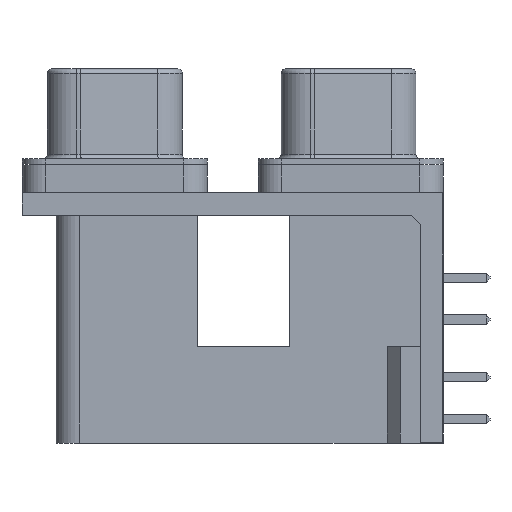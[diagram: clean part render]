
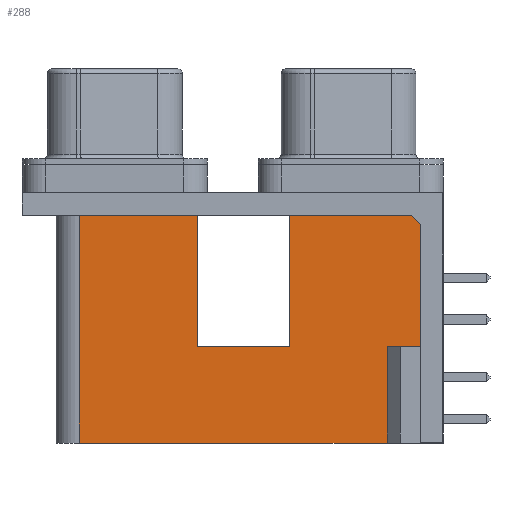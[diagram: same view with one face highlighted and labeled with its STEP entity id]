
A CAD part, left-side view. The second image highlights one B-rep face of the part: STEP entity #288.
In plain terms, the highlighted planar face has unit normal (-1, 0, 0).
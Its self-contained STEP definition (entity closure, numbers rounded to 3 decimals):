
#288=ADVANCED_FACE('NONE',(#699),#700,.F.);
#699=FACE_OUTER_BOUND('',#1179,.T.);
#700=PLANE('',#1180);
#1179=EDGE_LOOP('',(#2654,#2655,#2656,#2657,#2658,#2659,#2660,#2661,#2662,#2663));
#1180=AXIS2_PLACEMENT_3D('',#2664,#2665,#2666);
#2654=ORIENTED_EDGE('',*,*,#4772,.F.);
#2655=ORIENTED_EDGE('',*,*,#4781,.T.);
#2656=ORIENTED_EDGE('',*,*,#4755,.T.);
#2657=ORIENTED_EDGE('',*,*,#4782,.F.);
#2658=ORIENTED_EDGE('',*,*,#4711,.T.);
#2659=ORIENTED_EDGE('',*,*,#4542,.F.);
#2660=ORIENTED_EDGE('',*,*,#4783,.F.);
#2661=ORIENTED_EDGE('',*,*,#4784,.T.);
#2662=ORIENTED_EDGE('',*,*,#4726,.T.);
#2663=ORIENTED_EDGE('',*,*,#4736,.F.);
#2664=CARTESIAN_POINT('',(6.591,10.262,9.91));
#2665=DIRECTION('',(1.0,0.0,-0.0));
#2666=DIRECTION('',(-0.0,1.0,0.0));
#4542=EDGE_CURVE('NONE',#7802,#7804,#7805,.T.);
#4711=EDGE_CURVE('NONE',#8125,#7804,#8126,.T.);
#4726=EDGE_CURVE('NONE',#8146,#8150,#8152,.T.);
#4736=EDGE_CURVE('NONE',#8165,#8150,#8167,.T.);
#4755=EDGE_CURVE('NONE',#8196,#8197,#8198,.T.);
#4772=EDGE_CURVE('NONE',#8222,#8165,#8224,.T.);
#4781=EDGE_CURVE('NONE',#8222,#8196,#8237,.T.);
#4782=EDGE_CURVE('NONE',#8125,#8197,#8238,.T.);
#4783=EDGE_CURVE('NONE',#8239,#7802,#8240,.T.);
#4784=EDGE_CURVE('NONE',#8239,#8146,#8241,.T.);
#7802=VERTEX_POINT('NONE',#13020);
#7804=VERTEX_POINT('NONE',#13023);
#7805=LINE('',#13024,#13025);
#8125=VERTEX_POINT('NONE',#13473);
#8126=LINE('',#13474,#13475);
#8146=VERTEX_POINT('NONE',#13504);
#8150=VERTEX_POINT('NONE',#13510);
#8152=LINE('',#13513,#13514);
#8165=VERTEX_POINT('NONE',#13533);
#8167=LINE('',#13536,#13537);
#8196=VERTEX_POINT('NONE',#13579);
#8197=VERTEX_POINT('NONE',#13580);
#8198=LINE('',#13581,#13582);
#8222=VERTEX_POINT('NONE',#13613);
#8224=LINE('',#13615,#13616);
#8237=LINE('',#13631,#13632);
#8238=LINE('',#13633,#13634);
#8239=VERTEX_POINT('NONE',#13635);
#8240=LINE('',#13636,#13637);
#8241=LINE('',#13638,#13639);
#13020=CARTESIAN_POINT('',(6.591,-16.027,-2.286));
#13023=CARTESIAN_POINT('',(6.591,-16.027,-12.751));
#13024=CARTESIAN_POINT('',(6.591,-16.027,17.991));
#13025=VECTOR('',#15427,1000.0);
#13473=CARTESIAN_POINT('',(6.591,-12.217,-12.751));
#13474=CARTESIAN_POINT('',(6.591,-16.027,-12.751));
#13475=VECTOR('',#15640,1000.0);
#13504=CARTESIAN_POINT('',(6.591,-5.613,-12.751));
#13510=CARTESIAN_POINT('',(6.591,0.635,-12.751));
#13513=CARTESIAN_POINT('',(6.591,-16.027,-12.751));
#13514=VECTOR('',#15653,1000.0);
#13533=CARTESIAN_POINT('',(6.591,0.635,-2.286));
#13536=CARTESIAN_POINT('',(6.591,0.635,-19.304));
#13537=VECTOR('',#15661,1000.0);
#13579=CARTESIAN_POINT('',(6.591,8.674,-19.304));
#13580=CARTESIAN_POINT('',(6.591,-12.217,-19.304));
#13581=CARTESIAN_POINT('',(6.591,10.262,-19.304));
#13582=VECTOR('',#15675,1000.0);
#13613=CARTESIAN_POINT('',(6.591,8.674,-2.286));
#13615=CARTESIAN_POINT('',(6.591,10.262,-2.286));
#13616=VECTOR('',#15707,1000.0);
#13631=CARTESIAN_POINT('',(6.591,8.674,9.91));
#13632=VECTOR('',#15722,1000.0);
#13633=CARTESIAN_POINT('',(6.591,-12.217,-8.814));
#13634=VECTOR('',#15723,1000.0);
#13635=CARTESIAN_POINT('',(6.591,-5.613,-2.286));
#13636=CARTESIAN_POINT('',(6.591,-16.027,-2.286));
#13637=VECTOR('',#15724,1000.0);
#13638=CARTESIAN_POINT('',(6.591,-5.613,17.991));
#13639=VECTOR('',#15725,1000.0);
#15427=DIRECTION('',(-0.0,-0.0,-1.0));
#15640=DIRECTION('',(0.,-1.0,-0.0));
#15653=DIRECTION('',(0.,1.0,-0.0));
#15661=DIRECTION('',(0.0,0.0,-1.0));
#15675=DIRECTION('',(0.0,-1.0,0.0));
#15707=DIRECTION('',(0.0,-1.0,0.0));
#15722=DIRECTION('',(0.0,0.0,-1.0));
#15723=DIRECTION('',(0.0,0.0,-1.0));
#15724=DIRECTION('',(0.,-1.0,0.0));
#15725=DIRECTION('',(-0.0,-0.0,-1.0));
